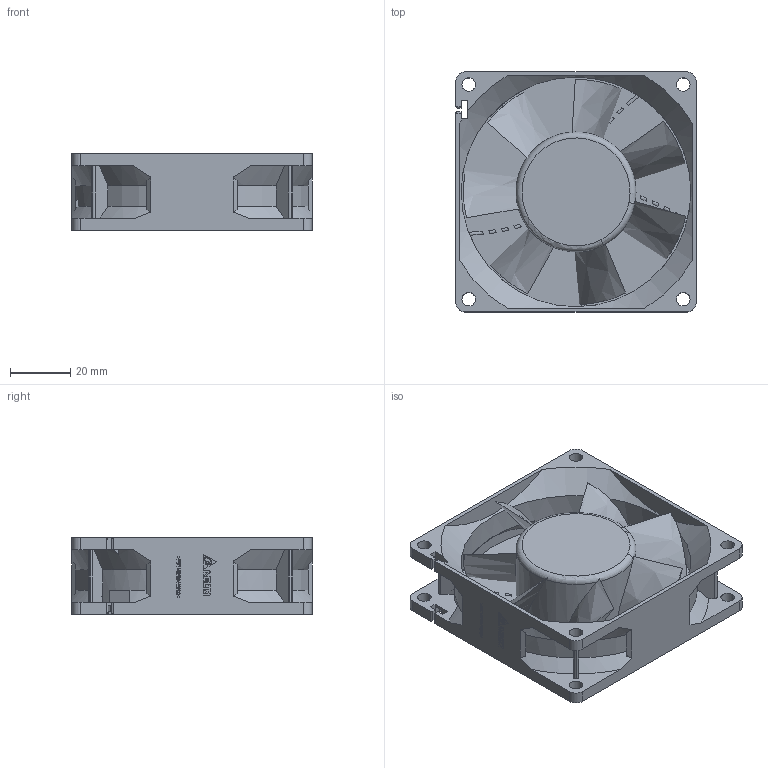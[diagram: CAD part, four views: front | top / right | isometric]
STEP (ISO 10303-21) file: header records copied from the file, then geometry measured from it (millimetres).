
FILE_DESCRIPTION((''),'2;1');
FILE_NAME('ASM0007_ASM','2012-11-19T',('Sunny.s.tsai'),(''),'PRO/ENGINEER BY PARAMETRIC TECHNOLOGY CORPORATION, 2007450','PRO/ENGINEER BY PARAMETRIC TECHNOLOGY CORPORATION, 2007450','');
FILE_SCHEMA(('CONFIG_CONTROL_DESIGN'));
Length unit declared in the file: millimetre
Products named in the file (3): 410200560000-ORING; 6038; ASM0007_ASM
Assembly tree (2 placements, depth 2):
  ASM0007_ASM
    410200560000-ORING
    6038
Bounding box: 80.4 x 80 x 25.4 mm (x, y, z)
Volume: 81054.3 mm3; surface area: 42502.5 mm2
Topology: 2 solids, 2 shells, 919 faces, 2495 edges, 1646 vertices
Faces by surface type: plane 437, cylinder 189, extrusion 165, bspline 84, cone 42, torus 2
Entity records: 40699 total; most frequent: CARTESIAN_POINT 18674, ORIENTED_EDGE 4980, DIRECTION 3715, EDGE_CURVE 2490, VERTEX_POINT 1646, VECTOR 1503, LINE 1338, AXIS2_PLACEMENT_3D 1106
